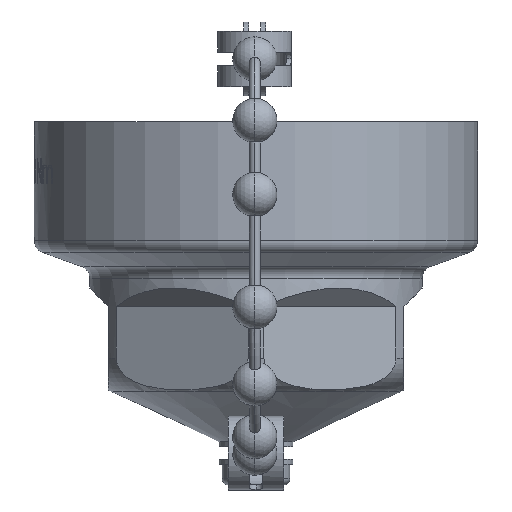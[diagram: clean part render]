
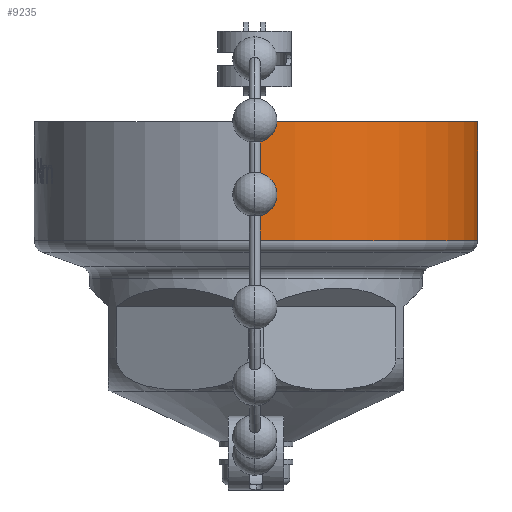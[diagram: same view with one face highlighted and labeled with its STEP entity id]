
A CAD part, left-side view. The second image highlights one B-rep face of the part: STEP entity #9235.
In plain terms, the highlighted cylindrical face has radius 18 mm (diameter 36 mm), a partial arc.
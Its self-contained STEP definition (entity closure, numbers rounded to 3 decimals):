
#60 = DIRECTION ( 'NONE',  ( 0., 0., 1. ) ) ;
#105 = LINE ( 'NONE', #3290, #8546 ) ;
#269 = VERTEX_POINT ( 'NONE', #1487 ) ;
#815 = DIRECTION ( 'NONE',  ( 1., 0., 0. ) ) ;
#923 = CARTESIAN_POINT ( 'NONE',  ( 18., 0., 6.179 ) ) ;
#1009 = DIRECTION ( 'NONE',  ( 0., 0., 1. ) ) ;
#1040 = CYLINDRICAL_SURFACE ( 'NONE', #7186, 18. ) ;
#1306 = AXIS2_PLACEMENT_3D ( 'NONE', #5641, #1009, #6413 ) ;
#1451 = ORIENTED_EDGE ( 'NONE', *, *, #9408, .T. ) ;
#1487 = CARTESIAN_POINT ( 'NONE',  ( 18., 0., 0. ) ) ;
#2284 = VERTEX_POINT ( 'NONE', #9630 ) ;
#2881 = EDGE_CURVE ( 'NONE', #7479, #2284, #105, .T. ) ;
#3290 = CARTESIAN_POINT ( 'NONE',  ( -18., 0., 6.179 ) ) ;
#3967 = DIRECTION ( 'NONE',  ( 0., 0., 1. ) ) ;
#3988 = ORIENTED_EDGE ( 'NONE', *, *, #5952, .F. ) ;
#4065 = DIRECTION ( 'NONE',  ( 0., 0., 1. ) ) ;
#4358 = ORIENTED_EDGE ( 'NONE', *, *, #2881, .F. ) ;
#4518 = EDGE_CURVE ( 'NONE', #5581, #269, #7542, .T. ) ;
#5581 = VERTEX_POINT ( 'NONE', #8016 ) ;
#5641 = CARTESIAN_POINT ( 'NONE',  ( 0., 0., -9.662 ) ) ;
#5952 = EDGE_CURVE ( 'NONE', #2284, #269, #9111, .T. ) ;
#6220 = CARTESIAN_POINT ( 'NONE',  ( 0., 0., 6.179 ) ) ;
#6241 = CIRCLE ( 'NONE', #1306, 18. ) ;
#6413 = DIRECTION ( 'NONE',  ( 1., 0., 0. ) ) ;
#6713 = CARTESIAN_POINT ( 'NONE',  ( -18., 0., -9.662 ) ) ;
#6767 = ORIENTED_EDGE ( 'NONE', *, *, #4518, .T. ) ;
#7186 = AXIS2_PLACEMENT_3D ( 'NONE', #6220, #60, #815 ) ;
#7479 = VERTEX_POINT ( 'NONE', #6713 ) ;
#7519 = EDGE_LOOP ( 'NONE', ( #4358, #1451, #6767, #3988 ) ) ;
#7542 = LINE ( 'NONE', #923, #9616 ) ;
#8016 = CARTESIAN_POINT ( 'NONE',  ( 18., 0., -9.662 ) ) ;
#8546 = VECTOR ( 'NONE', #4065, 1000. ) ;
#8613 = CARTESIAN_POINT ( 'NONE',  ( 0., 0., 0. ) ) ;
#8743 = AXIS2_PLACEMENT_3D ( 'NONE', #8613, #3967, #9387 ) ;
#9111 = CIRCLE ( 'NONE', #8743, 18. ) ;
#9235 = ADVANCED_FACE ( 'NONE', ( #9264 ), #1040, .T. ) ;
#9264 = FACE_OUTER_BOUND ( 'NONE', #7519, .T. ) ;
#9387 = DIRECTION ( 'NONE',  ( 1., 0., 0. ) ) ;
#9404 = DIRECTION ( 'NONE',  ( 0., 0., 1. ) ) ;
#9408 = EDGE_CURVE ( 'NONE', #7479, #5581, #6241, .T. ) ;
#9616 = VECTOR ( 'NONE', #9404, 1000. ) ;
#9630 = CARTESIAN_POINT ( 'NONE',  ( -18., 0., 0. ) ) ;
